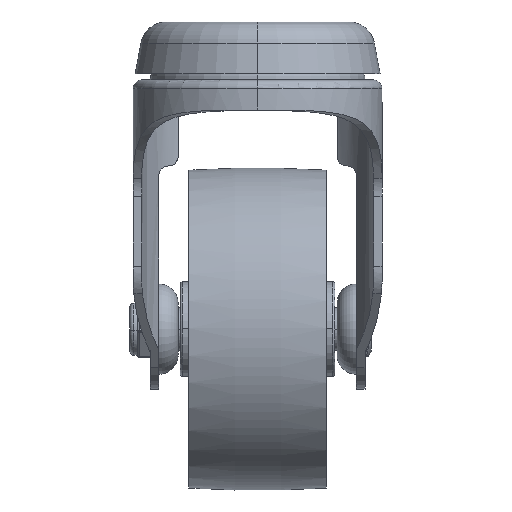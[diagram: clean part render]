
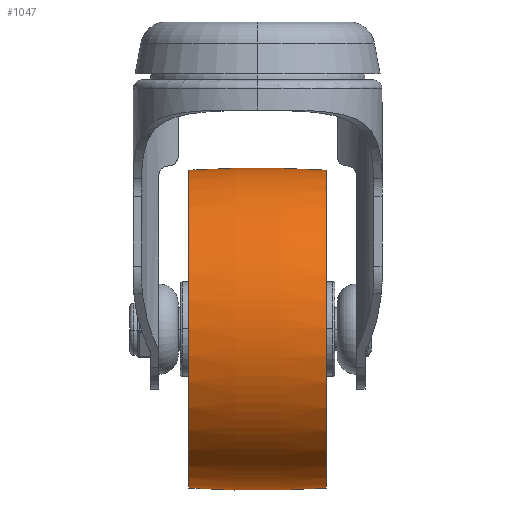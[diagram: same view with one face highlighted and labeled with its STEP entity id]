
A CAD part, left-side view. The second image highlights one B-rep face of the part: STEP entity #1047.
In plain terms, the highlighted toroidal (fillet/blend) face has major radius 218.75 mm and minor radius 256.25 mm.
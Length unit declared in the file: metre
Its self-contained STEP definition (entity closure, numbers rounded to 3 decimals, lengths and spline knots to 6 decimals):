
#1047=ADVANCED_FACE('',(#1603),#1604,.T.);
#1603=FACE_OUTER_BOUND('',#5058,.T.);
#1604=TOROIDAL_SURFACE('',#5059,-0.21875,0.25625);
#5058=EDGE_LOOP('',(#10360,#10361,#10362,#10363,#10364,#10365));
#5059=AXIS2_PLACEMENT_3D('',#10366,#10367,#10368);
#10360=ORIENTED_EDGE('',*,*,#12518,.F.);
#10361=ORIENTED_EDGE('',*,*,#12519,.T.);
#10362=ORIENTED_EDGE('',*,*,#12520,.T.);
#10363=ORIENTED_EDGE('',*,*,#12521,.F.);
#10364=ORIENTED_EDGE('',*,*,#12522,.F.);
#10365=ORIENTED_EDGE('',*,*,#12523,.F.);
#10366=CARTESIAN_POINT('',(0.,0.,0.0));
#10367=DIRECTION('',(0.,1.0,0.0));
#10368=DIRECTION('',(0.0,0.0,-1.0));
#12518=EDGE_CURVE('',#13592,#13593,#13594,.T.);
#12519=EDGE_CURVE('',#13592,#13595,#13596,.T.);
#12520=EDGE_CURVE('',#13595,#13597,#13598,.T.);
#12521=EDGE_CURVE('',#13599,#13597,#13600,.T.);
#12522=EDGE_CURVE('',#13601,#13599,#13602,.T.);
#12523=EDGE_CURVE('',#13593,#13601,#13603,.T.);
#13592=VERTEX_POINT('',#16003);
#13593=VERTEX_POINT('',#16004);
#13594=CIRCLE('',#16005,0.25625);
#13595=VERTEX_POINT('',#16006);
#13596=CIRCLE('',#16007,0.037);
#13597=VERTEX_POINT('',#16008);
#13598=CIRCLE('',#16009,0.037);
#13599=VERTEX_POINT('',#16010);
#13600=CIRCLE('',#16011,0.25625);
#13601=VERTEX_POINT('',#16012);
#13602=CIRCLE('',#16013,0.037);
#13603=CIRCLE('',#16014,0.037);
#16003=CARTESIAN_POINT('',(0.,-0.016,-0.037));
#16004=CARTESIAN_POINT('',(0.,0.016,-0.037));
#16005=AXIS2_PLACEMENT_3D('',#19871,#19872,#19873);
#16006=CARTESIAN_POINT('',(-0.037,-0.016,0.0));
#16007=AXIS2_PLACEMENT_3D('',#19874,#19875,#19876);
#16008=CARTESIAN_POINT('',(0.,-0.016,0.037));
#16009=AXIS2_PLACEMENT_3D('',#19877,#19878,#19879);
#16010=CARTESIAN_POINT('',(0.,0.016,0.037));
#16011=AXIS2_PLACEMENT_3D('',#19880,#19881,#19882);
#16012=CARTESIAN_POINT('',(-0.037,0.016,0.0));
#16013=AXIS2_PLACEMENT_3D('',#19883,#19884,#19885);
#16014=AXIS2_PLACEMENT_3D('',#19886,#19887,#19888);
#19871=CARTESIAN_POINT('',(0.,0.,0.21875));
#19872=DIRECTION('',(1.0,0.,0.));
#19873=DIRECTION('',(0.,0.,-1.0));
#19874=CARTESIAN_POINT('',(0.,-0.016,0.0));
#19875=DIRECTION('',(0.,1.0,0.0));
#19876=DIRECTION('',(-1.0,0.,0.0));
#19877=CARTESIAN_POINT('',(0.,-0.016,0.0));
#19878=DIRECTION('',(0.,1.0,0.0));
#19879=DIRECTION('',(-1.0,0.,0.0));
#19880=CARTESIAN_POINT('',(0.,0.,-0.21875));
#19881=DIRECTION('',(1.0,0.,0.));
#19882=DIRECTION('',(0.,0.,1.0));
#19883=CARTESIAN_POINT('',(0.,0.016,0.0));
#19884=DIRECTION('',(0.,1.0,0.0));
#19885=DIRECTION('',(-1.0,0.,0.0));
#19886=CARTESIAN_POINT('',(0.,0.016,0.0));
#19887=DIRECTION('',(0.,1.0,0.0));
#19888=DIRECTION('',(-1.0,0.,0.0));
